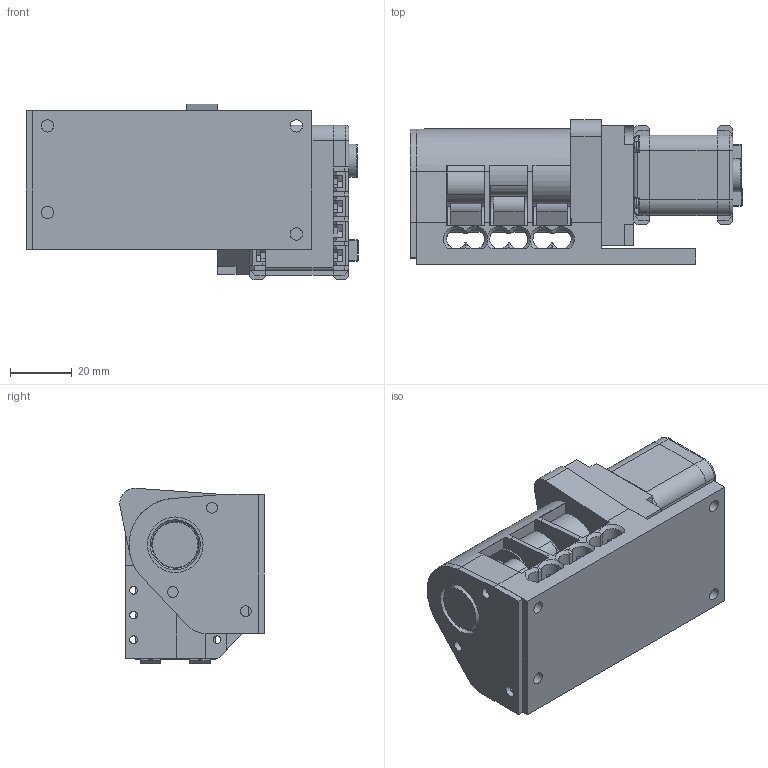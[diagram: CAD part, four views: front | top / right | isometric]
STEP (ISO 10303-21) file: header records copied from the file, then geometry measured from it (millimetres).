
FILE_DESCRIPTION(/* description */ (''),/* implementation_level */ '2;1');
FILE_NAME(/* name */ '',/* time_stamp */ '2025-04-10T18:02:27+02:00',/* author */ (''),/* organization */ (''),/* preprocessor_version */ 'ST-DEVELOPER v20.1',/* originating_system */ 'Autodesk Translation Framework v14.4.0.0',/* authorisation */ '');
FILE_SCHEMA (('AUTOMOTIVE_DESIGN { 1 0 10303 214 3 1 1 }'));
Length unit declared in the file: millimetre
Products named in the file (15): Złożenie rozdzielacza; Popychacze rozdzielacza; obudowa; Wałek rozdzielacza; AX-12A v1; AX-12A-01; AX-12A-02; AX-12A-03; AX-12A-04; SetScrew; pan head cross recess screw_iso_ISO 7045 - M2.5 x 8 - Z --- 8C; osona ; sprzeglo; mocowanie silnika; lozysko
Assembly tree (17 placements, depth 3):
  Złożenie rozdzielacza
    Popychacze rozdzielacza
    obudowa
    Wałek rozdzielacza
    AX-12A v1
      AX-12A-01
      AX-12A-02
      AX-12A-03
      AX-12A-04
      SetScrew  x4
      pan head cross recess screw_iso_ISO 7045 - M2.5 x 8 - Z --- 8C
    osona 
    sprzeglo
    mocowanie silnika
    lozysko
Bounding box: 107.5 x 46.82 x 56.79 mm (x, y, z)
Volume: 135161.1 mm3; surface area: 64847.3 mm2
Topology: 18 solids, 18 shells, 1162 faces, 3082 edges, 1968 vertices
Faces by surface type: plane 773, cylinder 258, cone 101, torus 11, bspline 10, sphere 9
Full cylindrical faces by diameter (mm): 1.2 x40, 1.6 x8, 1.7 x4, 1.8 x6, 2 x8, 2.5 x33, 3.3 x4, 3.4 x7, 3.5 x5, 3.9 x5, 4 x7, 5 x5, 5.5 x2, 8 x1, 9 x1, 9.5 x1, 10.8 x1, 13.4 x1, 14.7 x2, 15.2 x1, 18 x3, 18.2 x1, 20 x3, 21 x1, 22 x2, 24 x1, 24.2 x2, 25 x1
Entity records: 34628 total; most frequent: CARTESIAN_POINT 7982, ORIENTED_EDGE 5472, DIRECTION 5386, EDGE_CURVE 2736, LINE 1970, VECTOR 1970, VERTEX_POINT 1755, AXIS2_PLACEMENT_3D 1708
